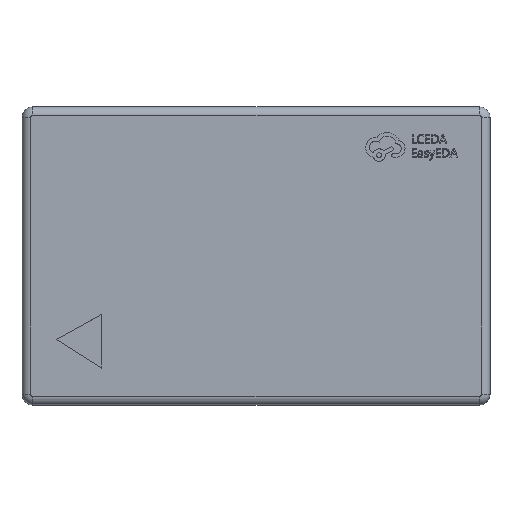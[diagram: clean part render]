
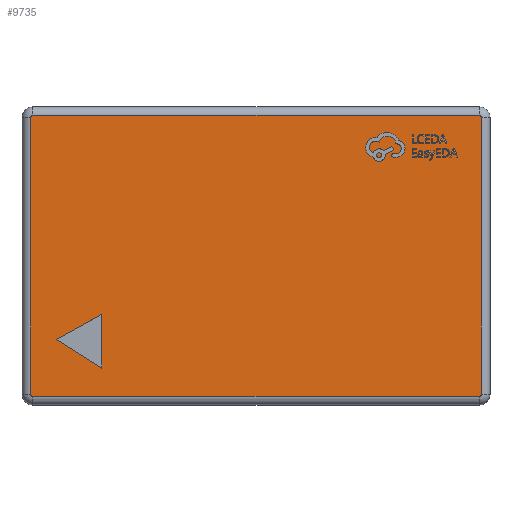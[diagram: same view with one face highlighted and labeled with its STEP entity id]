
A CAD part, top view. The second image highlights one B-rep face of the part: STEP entity #9735.
In plain terms, the highlighted planar face has unit normal (0, 0, 1).
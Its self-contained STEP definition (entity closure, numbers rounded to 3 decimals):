
#48 = CARTESIAN_POINT ( 'NONE',  ( -0.525, -0.325, 0.365 ) ) ;
#169 = EDGE_LOOP ( 'NONE', ( #9698, #7253, #16071, #6365, #5938, #13831, #7581, #12421 ) ) ;
#170 = DIRECTION ( 'NONE',  ( -1., 0., 0. ) ) ;
#576 = LINE ( 'NONE', #1896, #10221 ) ;
#1467 = EDGE_CURVE ( 'NONE', #6335, #12828, #13271, .T. ) ;
#1532 = EDGE_CURVE ( 'NONE', #15040, #2758, #576, .T. ) ;
#1620 = CARTESIAN_POINT ( 'NONE',  ( -0.53, 0.325, 0.365 ) ) ;
#1896 = CARTESIAN_POINT ( 'NONE',  ( 0., 0.33, 0.365 ) ) ;
#2185 = DIRECTION ( 'NONE',  ( 0., 0., 1. ) ) ;
#2620 = FACE_BOUND ( 'NONE', #5050, .T. ) ;
#2667 = DIRECTION ( 'NONE',  ( -1., 0., 0. ) ) ;
#2758 = VERTEX_POINT ( 'NONE', #12456 ) ;
#2963 = EDGE_CURVE ( 'NONE', #3903, #11609, #8958, .T. ) ;
#3057 = CARTESIAN_POINT ( 'NONE',  ( 0., 0., 0.365 ) ) ;
#3312 = CARTESIAN_POINT ( 'NONE',  ( -0.525, 0.325, 0.365 ) ) ;
#3614 = LINE ( 'NONE', #8934, #10058 ) ;
#3631 = ORIENTED_EDGE ( 'NONE', *, *, #2963, .F. ) ;
#3826 = CARTESIAN_POINT ( 'NONE',  ( 0.53, 0., 0.365 ) ) ;
#3903 = VERTEX_POINT ( 'NONE', #5705 ) ;
#4076 = CARTESIAN_POINT ( 'NONE',  ( 0.525, 0.325, 0.365 ) ) ;
#4795 = CIRCLE ( 'NONE', #8156, 0.005 ) ;
#4958 = VECTOR ( 'NONE', #7511, 1000. ) ;
#5050 = EDGE_LOOP ( 'NONE', ( #3631, #14785, #5758 ) ) ;
#5290 = EDGE_CURVE ( 'NONE', #12828, #10581, #7442, .T. ) ;
#5630 = DIRECTION ( 'NONE',  ( 0., 0., -1. ) ) ;
#5672 = VECTOR ( 'NONE', #16768, 1000. ) ;
#5705 = CARTESIAN_POINT ( 'NONE',  ( -0.468, -0.196, 0.365 ) ) ;
#5758 = ORIENTED_EDGE ( 'NONE', *, *, #6647, .F. ) ;
#5938 = ORIENTED_EDGE ( 'NONE', *, *, #9982, .T. ) ;
#6012 = CARTESIAN_POINT ( 'NONE',  ( -0.363, -0.264, 0.365 ) ) ;
#6335 = VERTEX_POINT ( 'NONE', #9152 ) ;
#6365 = ORIENTED_EDGE ( 'NONE', *, *, #11610, .T. ) ;
#6647 = EDGE_CURVE ( 'NONE', #11609, #14894, #14771, .T. ) ;
#6795 = DIRECTION ( 'NONE',  ( 0., 0., 1. ) ) ;
#7249 = CARTESIAN_POINT ( 'NONE',  ( 0.525, 0.33, 0.365 ) ) ;
#7253 = ORIENTED_EDGE ( 'NONE', *, *, #7293, .T. ) ;
#7293 = EDGE_CURVE ( 'NONE', #9062, #15040, #11138, .T. ) ;
#7442 = LINE ( 'NONE', #11460, #5672 ) ;
#7478 = VECTOR ( 'NONE', #16329, 1000. ) ;
#7511 = DIRECTION ( 'NONE',  ( 0., 1., 0. ) ) ;
#7581 = ORIENTED_EDGE ( 'NONE', *, *, #5290, .T. ) ;
#7925 = CARTESIAN_POINT ( 'NONE',  ( 0.525, -0.325, 0.365 ) ) ;
#8156 = AXIS2_PLACEMENT_3D ( 'NONE', #7925, #6795, #15994 ) ;
#8245 = CARTESIAN_POINT ( 'NONE',  ( -0.363, -0.264, 0.365 ) ) ;
#8248 = CARTESIAN_POINT ( 'NONE',  ( 0.53, -0.325, 0.365 ) ) ;
#8652 = DIRECTION ( 'NONE',  ( -0.874, -0.486, 0. ) ) ;
#8737 = LINE ( 'NONE', #12582, #9868 ) ;
#8934 = CARTESIAN_POINT ( 'NONE',  ( -0.53, 0., 0.365 ) ) ;
#8958 = LINE ( 'NONE', #6012, #7478 ) ;
#9022 = FACE_OUTER_BOUND ( 'NONE', #169, .T. ) ;
#9062 = VERTEX_POINT ( 'NONE', #16497 ) ;
#9152 = CARTESIAN_POINT ( 'NONE',  ( -0.53, -0.325, 0.365 ) ) ;
#9272 = DIRECTION ( 'NONE',  ( 0., 1., 0. ) ) ;
#9698 = ORIENTED_EDGE ( 'NONE', *, *, #16391, .T. ) ;
#9735 = ADVANCED_FACE ( 'NONE', ( #2620, #9022 ), #13313, .F. ) ;
#9868 = VECTOR ( 'NONE', #8652, 1000. ) ;
#9968 = DIRECTION ( 'NONE',  ( -1., 0., 0. ) ) ;
#9982 = EDGE_CURVE ( 'NONE', #14931, #6335, #3614, .T. ) ;
#10058 = VECTOR ( 'NONE', #10259, 1000. ) ;
#10221 = VECTOR ( 'NONE', #13612, 1000. ) ;
#10259 = DIRECTION ( 'NONE',  ( 0., -1., 0. ) ) ;
#10387 = CIRCLE ( 'NONE', #15910, 0.005 ) ;
#10581 = VERTEX_POINT ( 'NONE', #12241 ) ;
#10761 = AXIS2_PLACEMENT_3D ( 'NONE', #48, #14654, #2667 ) ;
#11074 = DIRECTION ( 'NONE',  ( 0., 0., 1. ) ) ;
#11138 = CIRCLE ( 'NONE', #16984, 0.005 ) ;
#11168 = EDGE_CURVE ( 'NONE', #10581, #12413, #4795, .T. ) ;
#11460 = CARTESIAN_POINT ( 'NONE',  ( 0., -0.33, 0.365 ) ) ;
#11609 = VERTEX_POINT ( 'NONE', #8245 ) ;
#11610 = EDGE_CURVE ( 'NONE', #2758, #14931, #10387, .T. ) ;
#11827 = CARTESIAN_POINT ( 'NONE',  ( -0.363, -0.138, 0.365 ) ) ;
#12241 = CARTESIAN_POINT ( 'NONE',  ( 0.525, -0.33, 0.365 ) ) ;
#12292 = CARTESIAN_POINT ( 'NONE',  ( -0.525, -0.33, 0.365 ) ) ;
#12413 = VERTEX_POINT ( 'NONE', #8248 ) ;
#12421 = ORIENTED_EDGE ( 'NONE', *, *, #11168, .T. ) ;
#12456 = CARTESIAN_POINT ( 'NONE',  ( -0.525, 0.33, 0.365 ) ) ;
#12499 = VECTOR ( 'NONE', #9272, 1000. ) ;
#12582 = CARTESIAN_POINT ( 'NONE',  ( -0.468, -0.196, 0.365 ) ) ;
#12828 = VERTEX_POINT ( 'NONE', #12292 ) ;
#13271 = CIRCLE ( 'NONE', #10761, 0.005 ) ;
#13313 = PLANE ( 'NONE',  #16004 ) ;
#13612 = DIRECTION ( 'NONE',  ( -1., 0., 0. ) ) ;
#13831 = ORIENTED_EDGE ( 'NONE', *, *, #1467, .T. ) ;
#14167 = EDGE_CURVE ( 'NONE', #14894, #3903, #8737, .T. ) ;
#14654 = DIRECTION ( 'NONE',  ( 0., 0., 1. ) ) ;
#14771 = LINE ( 'NONE', #11827, #12499 ) ;
#14785 = ORIENTED_EDGE ( 'NONE', *, *, #14167, .F. ) ;
#14894 = VERTEX_POINT ( 'NONE', #15761 ) ;
#14931 = VERTEX_POINT ( 'NONE', #1620 ) ;
#15040 = VERTEX_POINT ( 'NONE', #7249 ) ;
#15068 = DIRECTION ( 'NONE',  ( -1., 0., 0. ) ) ;
#15748 = LINE ( 'NONE', #3826, #4958 ) ;
#15761 = CARTESIAN_POINT ( 'NONE',  ( -0.363, -0.138, 0.365 ) ) ;
#15910 = AXIS2_PLACEMENT_3D ( 'NONE', #3312, #2185, #9968 ) ;
#15994 = DIRECTION ( 'NONE',  ( -1., 0., 0. ) ) ;
#16004 = AXIS2_PLACEMENT_3D ( 'NONE', #3057, #5630, #170 ) ;
#16071 = ORIENTED_EDGE ( 'NONE', *, *, #1532, .T. ) ;
#16329 = DIRECTION ( 'NONE',  ( 0.844, -0.536, 0. ) ) ;
#16391 = EDGE_CURVE ( 'NONE', #12413, #9062, #15748, .T. ) ;
#16497 = CARTESIAN_POINT ( 'NONE',  ( 0.53, 0.325, 0.365 ) ) ;
#16768 = DIRECTION ( 'NONE',  ( 1., 0., 0. ) ) ;
#16984 = AXIS2_PLACEMENT_3D ( 'NONE', #4076, #11074, #15068 ) ;
